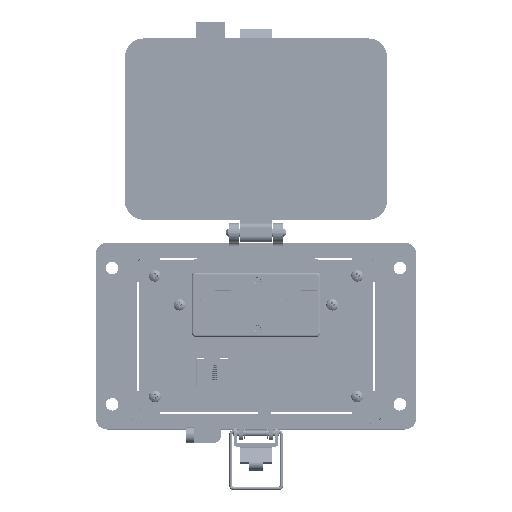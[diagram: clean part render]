
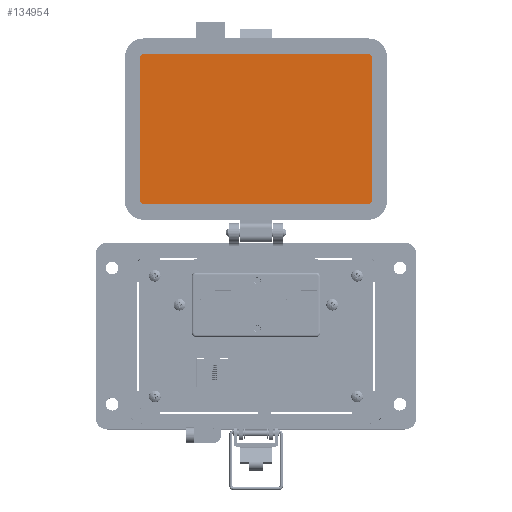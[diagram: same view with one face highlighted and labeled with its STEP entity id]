
A CAD part, top view. The second image highlights one B-rep face of the part: STEP entity #134954.
In plain terms, the highlighted planar face has unit normal (0, 0, 1).
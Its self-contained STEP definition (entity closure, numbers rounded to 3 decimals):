
#5132 = CARTESIAN_POINT ( 'NONE',  ( -57.72, 67.765, 8.694 ) ) ;
#9607 = ORIENTED_EDGE ( 'NONE', *, *, #148634, .F. ) ;
#14875 = DIRECTION ( 'NONE',  ( 0., 0., -1. ) ) ;
#15026 = EDGE_CURVE ( 'NONE', #204063, #57740, #98099, .T. ) ;
#16269 = EDGE_CURVE ( 'NONE', #123083, #38650, #46367, .T. ) ;
#18032 = AXIS2_PLACEMENT_3D ( 'NONE', #170949, #188168, #47286 ) ;
#23363 = DIRECTION ( 'NONE',  ( 0., -1., 0. ) ) ;
#24475 = CARTESIAN_POINT ( 'NONE',  ( 57.717, 67.765, 8.694 ) ) ;
#25983 = CARTESIAN_POINT ( 'NONE',  ( -57.72, 69.55, 8.694 ) ) ;
#26812 = ORIENTED_EDGE ( 'NONE', *, *, #16269, .F. ) ;
#38650 = VERTEX_POINT ( 'NONE', #168121 ) ;
#39634 = DIRECTION ( 'NONE',  ( 0., -1., 0. ) ) ;
#42715 = ORIENTED_EDGE ( 'NONE', *, *, #159184, .F. ) ;
#44119 = LINE ( 'NONE', #196593, #57869 ) ;
#46367 = LINE ( 'NONE', #80731, #50877 ) ;
#47286 = DIRECTION ( 'NONE',  ( 0., -1., 0. ) ) ;
#50877 = VECTOR ( 'NONE', #63558, 1000. ) ;
#52016 = DIRECTION ( 'NONE',  ( 0., 0., -1. ) ) ;
#53014 = CARTESIAN_POINT ( 'NONE',  ( 59.502, 143.334, 8.694 ) ) ;
#54303 = CARTESIAN_POINT ( 'NONE',  ( 57.717, 69.55, 8.694 ) ) ;
#57740 = VERTEX_POINT ( 'NONE', #220502 ) ;
#57869 = VECTOR ( 'NONE', #39634, 1000. ) ;
#63558 = DIRECTION ( 'NONE',  ( 1., 0., 0. ) ) ;
#70142 = ORIENTED_EDGE ( 'NONE', *, *, #15026, .F. ) ;
#77926 = CARTESIAN_POINT ( 'NONE',  ( -57.72, 145.119, 8.694 ) ) ;
#80731 = CARTESIAN_POINT ( 'NONE',  ( 57.717, 145.119, 8.694 ) ) ;
#81395 = DIRECTION ( 'NONE',  ( 0., -1., 0. ) ) ;
#92056 = AXIS2_PLACEMENT_3D ( 'NONE', #92153, #105946, #23363 ) ;
#92153 = CARTESIAN_POINT ( 'NONE',  ( 57.717, 143.334, 8.694 ) ) ;
#98099 = CIRCLE ( 'NONE', #119981, 1.785 ) ;
#98351 = VERTEX_POINT ( 'NONE', #24475 ) ;
#99004 = EDGE_CURVE ( 'NONE', #98351, #204063, #145709, .T. ) ;
#101042 = LINE ( 'NONE', #153725, #135626 ) ;
#103751 = CARTESIAN_POINT ( 'NONE',  ( -59.505, 143.334, 8.694 ) ) ;
#105946 = DIRECTION ( 'NONE',  ( 0., 0., -1. ) ) ;
#113987 = VERTEX_POINT ( 'NONE', #53014 ) ;
#114172 = DIRECTION ( 'NONE',  ( 0., -1., 0. ) ) ;
#118228 = PLANE ( 'NONE',  #18032 ) ;
#119981 = AXIS2_PLACEMENT_3D ( 'NONE', #25983, #184068, #114172 ) ;
#122970 = CIRCLE ( 'NONE', #152202, 1.785 ) ;
#123083 = VERTEX_POINT ( 'NONE', #77926 ) ;
#124490 = EDGE_LOOP ( 'NONE', ( #42715, #9607, #70142, #135661, #138601, #185427, #164296, #26812 ) ) ;
#129047 = AXIS2_PLACEMENT_3D ( 'NONE', #54303, #52016, #158493 ) ;
#134954 = ADVANCED_FACE ( 'NONE', ( #221408 ), #118228, .T. ) ;
#135626 = VECTOR ( 'NONE', #223661, 1000. ) ;
#135661 = ORIENTED_EDGE ( 'NONE', *, *, #99004, .F. ) ;
#138601 = ORIENTED_EDGE ( 'NONE', *, *, #208629, .F. ) ;
#139219 = VERTEX_POINT ( 'NONE', #103751 ) ;
#145709 = LINE ( 'NONE', #180170, #182053 ) ;
#148634 = EDGE_CURVE ( 'NONE', #57740, #139219, #101042, .T. ) ;
#150245 = EDGE_CURVE ( 'NONE', #38650, #113987, #201770, .T. ) ;
#152202 = AXIS2_PLACEMENT_3D ( 'NONE', #169559, #14875, #81395 ) ;
#153725 = CARTESIAN_POINT ( 'NONE',  ( -59.505, 143.334, 8.694 ) ) ;
#158493 = DIRECTION ( 'NONE',  ( 0., -1., 0. ) ) ;
#159184 = EDGE_CURVE ( 'NONE', #139219, #123083, #122970, .T. ) ;
#164296 = ORIENTED_EDGE ( 'NONE', *, *, #150245, .F. ) ;
#168121 = CARTESIAN_POINT ( 'NONE',  ( 57.717, 145.119, 8.694 ) ) ;
#169559 = CARTESIAN_POINT ( 'NONE',  ( -57.72, 143.334, 8.694 ) ) ;
#170949 = CARTESIAN_POINT ( 'NONE',  ( -30.745, 145.119, 8.694 ) ) ;
#180170 = CARTESIAN_POINT ( 'NONE',  ( -57.72, 67.765, 8.694 ) ) ;
#180318 = CIRCLE ( 'NONE', #129047, 1.785 ) ;
#182053 = VECTOR ( 'NONE', #219061, 1000. ) ;
#184068 = DIRECTION ( 'NONE',  ( 0., 0., -1. ) ) ;
#185427 = ORIENTED_EDGE ( 'NONE', *, *, #189145, .F. ) ;
#188168 = DIRECTION ( 'NONE',  ( 0., 0., 1. ) ) ;
#189145 = EDGE_CURVE ( 'NONE', #113987, #194122, #44119, .T. ) ;
#194122 = VERTEX_POINT ( 'NONE', #226718 ) ;
#196593 = CARTESIAN_POINT ( 'NONE',  ( 59.502, 69.55, 8.694 ) ) ;
#201770 = CIRCLE ( 'NONE', #92056, 1.785 ) ;
#204063 = VERTEX_POINT ( 'NONE', #5132 ) ;
#208629 = EDGE_CURVE ( 'NONE', #194122, #98351, #180318, .T. ) ;
#219061 = DIRECTION ( 'NONE',  ( -1., 0., 0. ) ) ;
#220502 = CARTESIAN_POINT ( 'NONE',  ( -59.505, 69.55, 8.694 ) ) ;
#221408 = FACE_OUTER_BOUND ( 'NONE', #124490, .T. ) ;
#223661 = DIRECTION ( 'NONE',  ( 0., 1., 0. ) ) ;
#226718 = CARTESIAN_POINT ( 'NONE',  ( 59.502, 69.55, 8.694 ) ) ;
